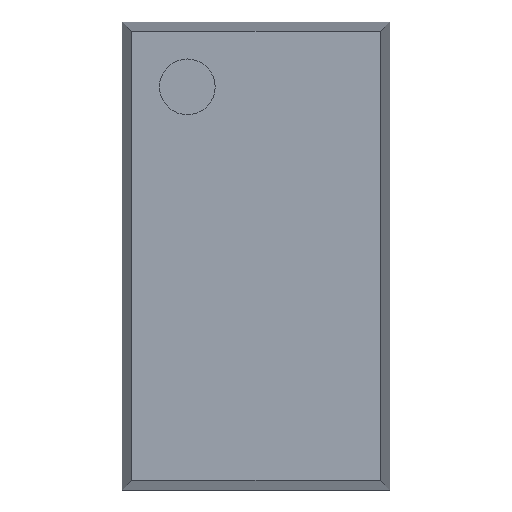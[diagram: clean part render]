
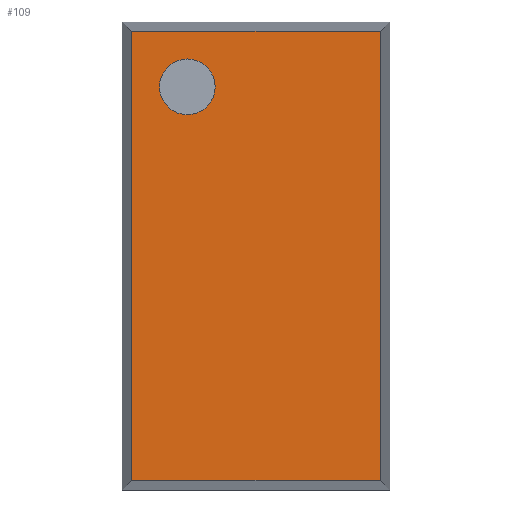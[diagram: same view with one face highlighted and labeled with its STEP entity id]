
A CAD part, top view. The second image highlights one B-rep face of the part: STEP entity #109.
In plain terms, the highlighted planar face has unit normal (0, 0, 1).
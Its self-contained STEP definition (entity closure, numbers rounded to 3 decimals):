
#32 = VERTEX_POINT('',#33);
#33 = CARTESIAN_POINT('',(-0.558,-1.008,0.6));
#38 = EDGE_CURVE('',#39,#32,#41,.T.);
#39 = VERTEX_POINT('',#40);
#40 = CARTESIAN_POINT('',(-0.558,1.008,0.6));
#41 = LINE('',#42,#43);
#42 = CARTESIAN_POINT('',(-0.558,1.05,0.6));
#43 = VECTOR('',#44,1.);
#44 = DIRECTION('',(0.,-1.,0.));
#92 = VERTEX_POINT('',#93);
#93 = CARTESIAN_POINT('',(0.558,-1.008,0.6));
#98 = EDGE_CURVE('',#32,#92,#99,.T.);
#99 = LINE('',#100,#101);
#100 = CARTESIAN_POINT('',(-0.6,-1.008,0.6));
#101 = VECTOR('',#102,1.);
#102 = DIRECTION('',(1.,0.,0.));
#109 = ADVANCED_FACE('',(#110,#128),#139,.F.);
#110 = FACE_BOUND('',#111,.F.);
#111 = EDGE_LOOP('',(#112,#113,#121,#127));
#112 = ORIENTED_EDGE('',*,*,#38,.F.);
#113 = ORIENTED_EDGE('',*,*,#114,.F.);
#114 = EDGE_CURVE('',#115,#39,#117,.T.);
#115 = VERTEX_POINT('',#116);
#116 = CARTESIAN_POINT('',(0.558,1.008,0.6));
#117 = LINE('',#118,#119);
#118 = CARTESIAN_POINT('',(0.6,1.008,0.6));
#119 = VECTOR('',#120,1.);
#120 = DIRECTION('',(-1.,0.,0.));
#121 = ORIENTED_EDGE('',*,*,#122,.F.);
#122 = EDGE_CURVE('',#92,#115,#123,.T.);
#123 = LINE('',#124,#125);
#124 = CARTESIAN_POINT('',(0.558,-1.05,0.6));
#125 = VECTOR('',#126,1.);
#126 = DIRECTION('',(0.,1.,0.));
#127 = ORIENTED_EDGE('',*,*,#98,.F.);
#128 = FACE_BOUND('',#129,.F.);
#129 = EDGE_LOOP('',(#130));
#130 = ORIENTED_EDGE('',*,*,#131,.T.);
#131 = EDGE_CURVE('',#132,#132,#134,.T.);
#132 = VERTEX_POINT('',#133);
#133 = CARTESIAN_POINT('',(-0.183,0.758,0.6));
#134 = CIRCLE('',#135,0.125);
#135 = AXIS2_PLACEMENT_3D('',#136,#137,#138);
#136 = CARTESIAN_POINT('',(-0.308,0.758,0.6));
#137 = DIRECTION('',(0.,0.,1.));
#138 = DIRECTION('',(1.,0.,0.));
#139 = PLANE('',#140);
#140 = AXIS2_PLACEMENT_3D('',#141,#142,#143);
#141 = CARTESIAN_POINT('',(-0.558,1.008,0.6));
#142 = DIRECTION('',(0.,0.,-1.));
#143 = DIRECTION('',(0.484,-0.875,0.));
